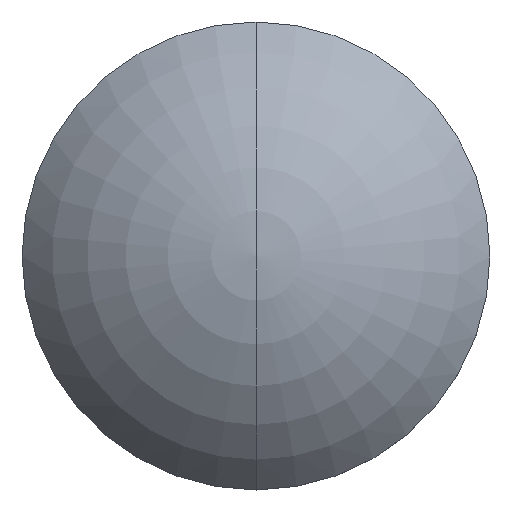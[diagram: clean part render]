
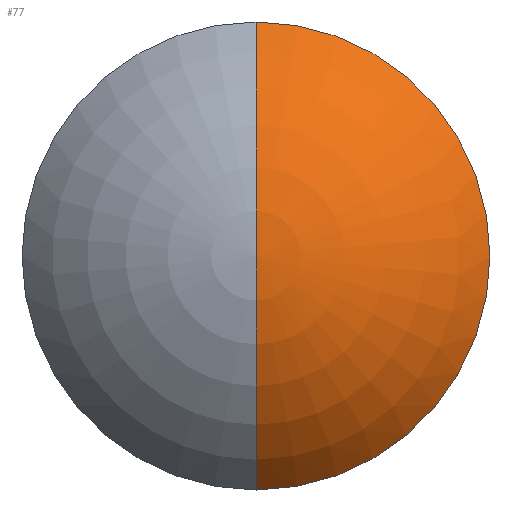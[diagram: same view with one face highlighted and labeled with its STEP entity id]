
A CAD part, top view. The second image highlights one B-rep face of the part: STEP entity #77.
In plain terms, the highlighted toroidal (fillet/blend) face has major radius 0.004 mm and minor radius 16.1 mm.
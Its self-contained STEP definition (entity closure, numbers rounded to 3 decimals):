
#1 = ORIENTED_EDGE ( 'NONE', *, *, #2, .F. ) ;
#2 = EDGE_CURVE ( 'NONE', #54, #3, #65, .T. ) ;
#3 = VERTEX_POINT ( 'NONE', #75 ) ;
#54 = VERTEX_POINT ( 'NONE', #83 ) ;
#55 = ORIENTED_EDGE ( 'NONE', *, *, #60, .T. ) ;
#60 = EDGE_CURVE ( 'NONE', #74, #3, #119, .T. ) ;
#61 = EDGE_LOOP ( 'NONE', ( #63, #55, #1 ) ) ;
#63 = ORIENTED_EDGE ( 'NONE', *, *, #70, .F. ) ;
#65 = CIRCLE ( 'NONE', #68, 12.7 ) ;
#67 = DIRECTION ( 'NONE',  ( 0., 0., -1. ) ) ;
#68 = AXIS2_PLACEMENT_3D ( 'NONE', #72, #67, #73 ) ;
#70 = EDGE_CURVE ( 'NONE', #74, #54, #167, .T. ) ;
#72 = CARTESIAN_POINT ( 'NONE',  ( 0., 0., -2.1 ) ) ;
#73 = DIRECTION ( 'NONE',  ( 0., 1., 0. ) ) ;
#74 = VERTEX_POINT ( 'NONE', #159 ) ;
#75 = CARTESIAN_POINT ( 'NONE',  ( 0., -12.7, -2.1 ) ) ;
#77 = ADVANCED_FACE ( 'NONE', ( #166 ), #161, .T. ) ;
#83 = CARTESIAN_POINT ( 'NONE',  ( 0., 12.7, -2.1 ) ) ;
#110 = DIRECTION ( 'NONE',  ( 0., 1., 0. ) ) ;
#111 = AXIS2_PLACEMENT_3D ( 'NONE', #118, #121, #110 ) ;
#118 = CARTESIAN_POINT ( 'NONE',  ( 0., -0.004, -12. ) ) ;
#119 = CIRCLE ( 'NONE', #111, 16.1 ) ;
#121 = DIRECTION ( 'NONE',  ( 1., 0., 0. ) ) ;
#155 = AXIS2_PLACEMENT_3D ( 'NONE', #163, #162, #160 ) ;
#156 = AXIS2_PLACEMENT_3D ( 'NONE', #158, #170, #169 ) ;
#158 = CARTESIAN_POINT ( 'NONE',  ( 0., 0.004, -12. ) ) ;
#159 = CARTESIAN_POINT ( 'NONE',  ( 0., 0., 4.1 ) ) ;
#160 = DIRECTION ( 'NONE',  ( 0., 1., 0. ) ) ;
#161 = TOROIDAL_SURFACE ( 'NONE', #155, 0.004, 16.1 ) ;
#162 = DIRECTION ( 'NONE',  ( 0., 0., -1. ) ) ;
#163 = CARTESIAN_POINT ( 'NONE',  ( 0., 0., -12. ) ) ;
#166 = FACE_OUTER_BOUND ( 'NONE', #61, .T. ) ;
#167 = CIRCLE ( 'NONE', #156, 16.1 ) ;
#169 = DIRECTION ( 'NONE',  ( 0., 0., 1. ) ) ;
#170 = DIRECTION ( 'NONE',  ( -1., 0., 0. ) ) ;
